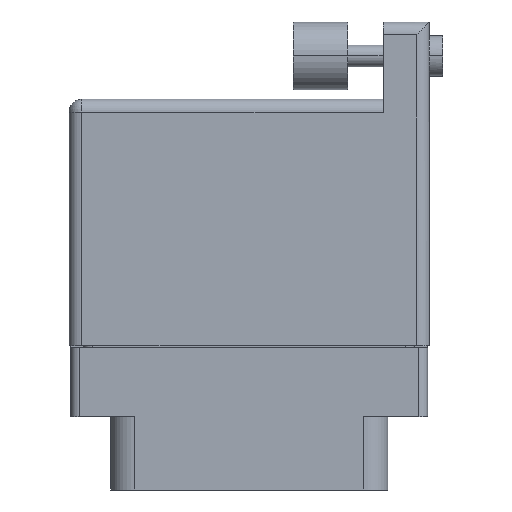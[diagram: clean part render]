
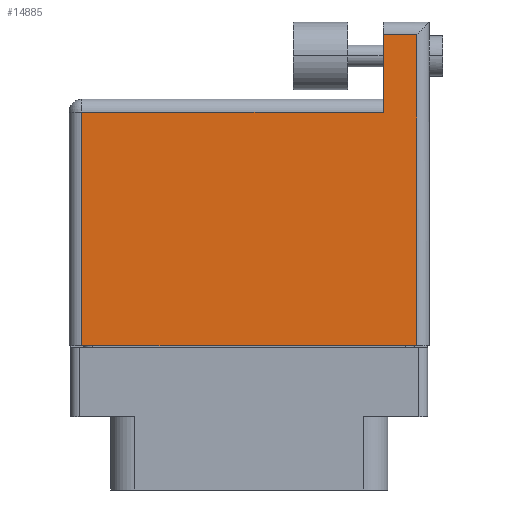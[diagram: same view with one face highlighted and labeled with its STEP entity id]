
A CAD part, front view. The second image highlights one B-rep face of the part: STEP entity #14885.
In plain terms, the highlighted face is planar.
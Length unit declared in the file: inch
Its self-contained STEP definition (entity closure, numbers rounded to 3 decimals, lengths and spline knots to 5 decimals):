
#97 = ORIENTED_EDGE ( 'NONE', *, *, #424, .T. ) ;
#424 = EDGE_CURVE ( 'NONE', #23495, #24131, #2973, .T. ) ;
#764 = CARTESIAN_POINT ( 'NONE',  ( 0.6155, -0.1, 0.3575 ) ) ;
#865 = EDGE_CURVE ( 'NONE', #25281, #3703, #22405, .T. ) ;
#1279 = CARTESIAN_POINT ( 'NONE',  ( 0.4925, 1.09, 0.3575 ) ) ;
#1385 = VECTOR ( 'NONE', #9180, 39.37008 ) ;
#1802 = ORIENTED_EDGE ( 'NONE', *, *, #15614, .T. ) ;
#2160 = ORIENTED_EDGE ( 'NONE', *, *, #865, .T. ) ;
#2973 = LINE ( 'NONE', #14168, #17110 ) ;
#3214 = DIRECTION ( 'NONE',  ( 0., -1., 0. ) ) ;
#3371 = VECTOR ( 'NONE', #23277, 39.37008 ) ;
#3703 = VERTEX_POINT ( 'NONE', #10493 ) ;
#3707 = FACE_OUTER_BOUND ( 'NONE', #25487, .T. ) ;
#4945 = VECTOR ( 'NONE', #3214, 39.37008 ) ;
#5120 = LINE ( 'NONE', #8216, #15140 ) ;
#6356 = CARTESIAN_POINT ( 'NONE',  ( 0.4925, 0.759, 0.3575 ) ) ;
#8216 = CARTESIAN_POINT ( 'NONE',  ( -0.6625, -0.1, 0.3575 ) ) ;
#8315 = CARTESIAN_POINT ( 'NONE',  ( 0.4925, 1.043, 0.3575 ) ) ;
#8400 = ORIENTED_EDGE ( 'NONE', *, *, #16901, .T. ) ;
#8424 = LINE ( 'NONE', #1279, #3371 ) ;
#9180 = DIRECTION ( 'NONE',  ( -1., 0., 0. ) ) ;
#9529 = VECTOR ( 'NONE', #23456, 39.37008 ) ;
#10255 = ORIENTED_EDGE ( 'NONE', *, *, #19924, .T. ) ;
#10493 = CARTESIAN_POINT ( 'NONE',  ( -0.6155, 0.759, 0.3575 ) ) ;
#11416 = CARTESIAN_POINT ( 'NONE',  ( 0.6155, 1.09, 0.3575 ) ) ;
#13167 = CARTESIAN_POINT ( 'NONE',  ( -0.6625, 0.759, 0.3575 ) ) ;
#14085 = VERTEX_POINT ( 'NONE', #764 ) ;
#14168 = CARTESIAN_POINT ( 'NONE',  ( 0.4925, 1.043, 0.3575 ) ) ;
#14885 = ADVANCED_FACE ( 'NONE', ( #3707 ), #15335, .F. ) ;
#15128 = CARTESIAN_POINT ( 'NONE',  ( -0.6155, -0.1, 0.3575 ) ) ;
#15140 = VECTOR ( 'NONE', #17890, 39.37008 ) ;
#15335 = PLANE ( 'NONE',  #16972 ) ;
#15582 = EDGE_CURVE ( 'NONE', #24131, #25281, #8424, .T. ) ;
#15605 = LINE ( 'NONE', #15128, #4945 ) ;
#15614 = EDGE_CURVE ( 'NONE', #14085, #23495, #19943, .T. ) ;
#16901 = EDGE_CURVE ( 'NONE', #22024, #14085, #5120, .T. ) ;
#16972 = AXIS2_PLACEMENT_3D ( 'NONE', #21050, #19046, #25175 ) ;
#17110 = VECTOR ( 'NONE', #18044, 39.37008 ) ;
#17890 = DIRECTION ( 'NONE',  ( 1., 0., 0. ) ) ;
#18044 = DIRECTION ( 'NONE',  ( -1., 0., 0. ) ) ;
#19046 = DIRECTION ( 'NONE',  ( 0., 0., -1. ) ) ;
#19924 = EDGE_CURVE ( 'NONE', #3703, #22024, #15605, .T. ) ;
#19943 = LINE ( 'NONE', #11416, #9529 ) ;
#20574 = CARTESIAN_POINT ( 'NONE',  ( -0.6155, -0.1, 0.3575 ) ) ;
#21050 = CARTESIAN_POINT ( 'NONE',  ( -0.6625, 0.806, 0.3575 ) ) ;
#21771 = CARTESIAN_POINT ( 'NONE',  ( 0.6155, 1.043, 0.3575 ) ) ;
#21794 = ORIENTED_EDGE ( 'NONE', *, *, #15582, .T. ) ;
#22024 = VERTEX_POINT ( 'NONE', #20574 ) ;
#22405 = LINE ( 'NONE', #13167, #1385 ) ;
#23277 = DIRECTION ( 'NONE',  ( 0., -1., 0. ) ) ;
#23456 = DIRECTION ( 'NONE',  ( 0., 1., 0. ) ) ;
#23495 = VERTEX_POINT ( 'NONE', #21771 ) ;
#24131 = VERTEX_POINT ( 'NONE', #8315 ) ;
#25175 = DIRECTION ( 'NONE',  ( -1., 0., 0. ) ) ;
#25281 = VERTEX_POINT ( 'NONE', #6356 ) ;
#25487 = EDGE_LOOP ( 'NONE', ( #8400, #1802, #97, #21794, #2160, #10255 ) ) ;
